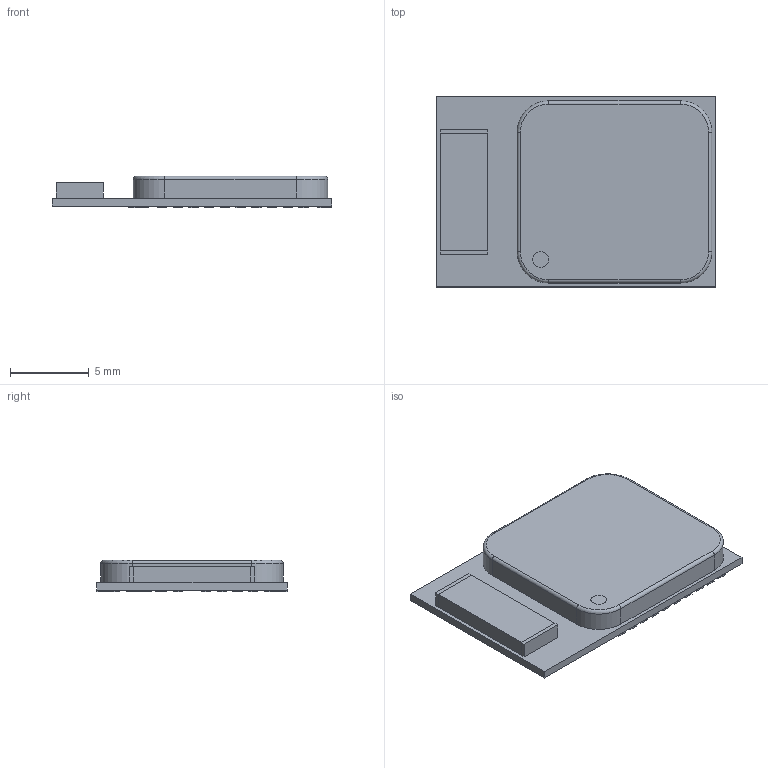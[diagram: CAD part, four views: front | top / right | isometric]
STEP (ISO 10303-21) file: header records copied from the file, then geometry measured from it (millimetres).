
FILE_DESCRIPTION((''),'2;1');
FILE_NAME('MITSUMI_WML-C46AHR.stp','2011-02-09T19:09:30',(''),(''),'Mechanical Desktop 2011','Mechanical Desktop 2011',', , ');
FILE_SCHEMA(('AUTOMOTIVE_DESIGN { 1 2 10303 214 1 1 1 1 }'));
Length unit declared in the file: millimetre
Products named in the file (1): Product
Bounding box: 17.8 x 12.1 x 2 mm (x, y, z)
Volume: 329.6 mm3; surface area: 928.3 mm2
Topology: 38 solids, 38 shells, 309 faces, 688 edges, 456 vertices
Faces by surface type: plane 165, bspline 80, cylinder 60, torus 4
Entity records: 8811 total; most frequent: CARTESIAN_POINT 1974, ORIENTED_EDGE 1376, DIRECTION 1312, EDGE_CURVE 688, VECTOR 524, LINE 524, VERTEX_POINT 456, AXIS2_PLACEMENT_3D 394
